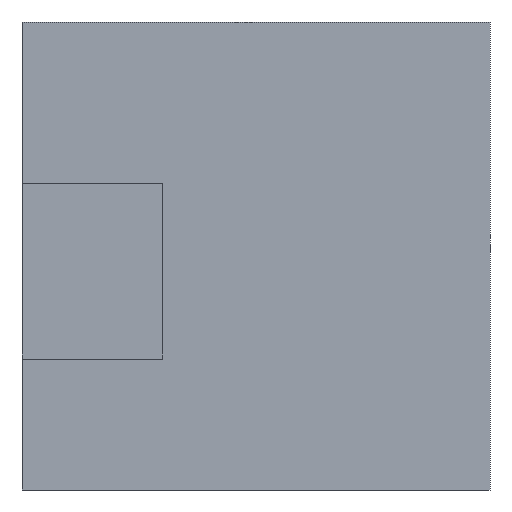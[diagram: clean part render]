
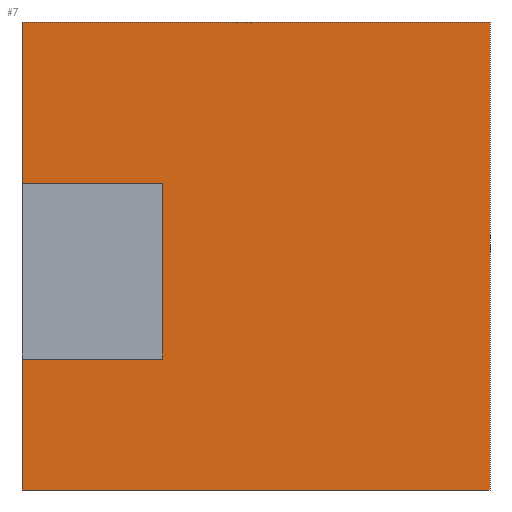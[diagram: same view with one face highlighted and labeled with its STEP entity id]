
A CAD part, front view. The second image highlights one B-rep face of the part: STEP entity #7.
In plain terms, the highlighted planar face has unit normal (0, -1, 0).
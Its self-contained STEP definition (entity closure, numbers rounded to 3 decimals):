
#3 = CARTESIAN_POINT ( 'NONE',  ( -50., 0., -50. ) ) ;
#5 = VECTOR ( 'NONE', #280, 1000. ) ;
#7 = ADVANCED_FACE ( 'NONE', ( #554 ), #347, .T. ) ;
#13 = CARTESIAN_POINT ( 'NONE',  ( -20., 0., 15.435 ) ) ;
#16 = CARTESIAN_POINT ( 'NONE',  ( -20., 0., -22.01 ) ) ;
#19 = VERTEX_POINT ( 'NONE', #88 ) ;
#20 = DIRECTION ( 'NONE',  ( -1., 0., 0. ) ) ;
#21 = CARTESIAN_POINT ( 'NONE',  ( -20., 0., 15.435 ) ) ;
#27 = ORIENTED_EDGE ( 'NONE', *, *, #637, .F. ) ;
#29 = LINE ( 'NONE', #598, #423 ) ;
#31 = EDGE_CURVE ( 'NONE', #432, #428, #29, .T. ) ;
#33 = CARTESIAN_POINT ( 'NONE',  ( -50., 0., 50. ) ) ;
#44 = DIRECTION ( 'NONE',  ( 0., -1., 0. ) ) ;
#59 = EDGE_CURVE ( 'NONE', #378, #295, #247, .T. ) ;
#74 = LINE ( 'NONE', #545, #365 ) ;
#81 = EDGE_CURVE ( 'NONE', #295, #432, #409, .T. ) ;
#88 = CARTESIAN_POINT ( 'NONE',  ( 50., 0., -50. ) ) ;
#96 = CARTESIAN_POINT ( 'NONE',  ( -20., 0., -22.01 ) ) ;
#99 = EDGE_LOOP ( 'NONE', ( #641, #138, #492, #27, #531, #506, #481, #402 ) ) ;
#107 = CARTESIAN_POINT ( 'NONE',  ( -50., 0., 50. ) ) ;
#111 = DIRECTION ( 'NONE',  ( -1., 0., 0. ) ) ;
#138 = ORIENTED_EDGE ( 'NONE', *, *, #474, .F. ) ;
#148 = DIRECTION ( 'NONE',  ( 1., 0., 0. ) ) ;
#163 = EDGE_CURVE ( 'NONE', #19, #460, #668, .T. ) ;
#177 = LINE ( 'NONE', #16, #418 ) ;
#231 = VECTOR ( 'NONE', #303, 1000. ) ;
#247 = LINE ( 'NONE', #456, #601 ) ;
#280 = DIRECTION ( 'NONE',  ( 0., 0., 1. ) ) ;
#286 = CARTESIAN_POINT ( 'NONE',  ( -50., 0., 50. ) ) ;
#287 = DIRECTION ( 'NONE',  ( 0., 0., -1. ) ) ;
#295 = VERTEX_POINT ( 'NONE', #570 ) ;
#303 = DIRECTION ( 'NONE',  ( 0., 0., 1. ) ) ;
#324 = AXIS2_PLACEMENT_3D ( 'NONE', #501, #44, #287 ) ;
#332 = LINE ( 'NONE', #13, #5 ) ;
#347 = PLANE ( 'NONE',  #324 ) ;
#355 = VECTOR ( 'NONE', #111, 1000. ) ;
#365 = VECTOR ( 'NONE', #479, 1000. ) ;
#378 = VERTEX_POINT ( 'NONE', #21 ) ;
#402 = ORIENTED_EDGE ( 'NONE', *, *, #632, .F. ) ;
#409 = LINE ( 'NONE', #107, #231 ) ;
#418 = VECTOR ( 'NONE', #20, 1000. ) ;
#423 = VECTOR ( 'NONE', #148, 1000. ) ;
#428 = VERTEX_POINT ( 'NONE', #495 ) ;
#432 = VERTEX_POINT ( 'NONE', #33 ) ;
#447 = DIRECTION ( 'NONE',  ( -1., 0., 0. ) ) ;
#456 = CARTESIAN_POINT ( 'NONE',  ( -20., 0., 15.435 ) ) ;
#460 = VERTEX_POINT ( 'NONE', #597 ) ;
#474 = EDGE_CURVE ( 'NONE', #460, #548, #646, .T. ) ;
#479 = DIRECTION ( 'NONE',  ( 0., 0., -1. ) ) ;
#481 = ORIENTED_EDGE ( 'NONE', *, *, #59, .F. ) ;
#492 = ORIENTED_EDGE ( 'NONE', *, *, #163, .F. ) ;
#495 = CARTESIAN_POINT ( 'NONE',  ( 50., 0., 50. ) ) ;
#501 = CARTESIAN_POINT ( 'NONE',  ( 0., 0., 0. ) ) ;
#506 = ORIENTED_EDGE ( 'NONE', *, *, #81, .F. ) ;
#513 = VECTOR ( 'NONE', #607, 1000. ) ;
#531 = ORIENTED_EDGE ( 'NONE', *, *, #31, .F. ) ;
#540 = VERTEX_POINT ( 'NONE', #96 ) ;
#545 = CARTESIAN_POINT ( 'NONE',  ( 50., 0., 50. ) ) ;
#548 = VERTEX_POINT ( 'NONE', #656 ) ;
#554 = FACE_OUTER_BOUND ( 'NONE', #99, .T. ) ;
#570 = CARTESIAN_POINT ( 'NONE',  ( -50., 0., 15.435 ) ) ;
#597 = CARTESIAN_POINT ( 'NONE',  ( -50., 0., -50. ) ) ;
#598 = CARTESIAN_POINT ( 'NONE',  ( -50., 0., 50. ) ) ;
#601 = VECTOR ( 'NONE', #447, 1000. ) ;
#607 = DIRECTION ( 'NONE',  ( 0., 0., 1. ) ) ;
#632 = EDGE_CURVE ( 'NONE', #540, #378, #332, .T. ) ;
#637 = EDGE_CURVE ( 'NONE', #428, #19, #74, .T. ) ;
#641 = ORIENTED_EDGE ( 'NONE', *, *, #661, .T. ) ;
#646 = LINE ( 'NONE', #286, #513 ) ;
#656 = CARTESIAN_POINT ( 'NONE',  ( -50., 0., -22.01 ) ) ;
#661 = EDGE_CURVE ( 'NONE', #540, #548, #177, .T. ) ;
#668 = LINE ( 'NONE', #3, #355 ) ;
